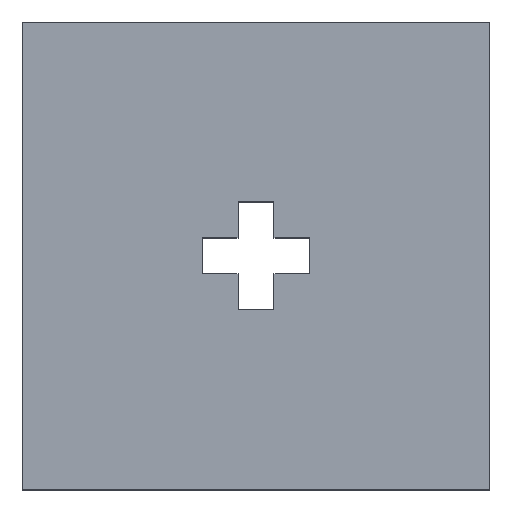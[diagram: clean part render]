
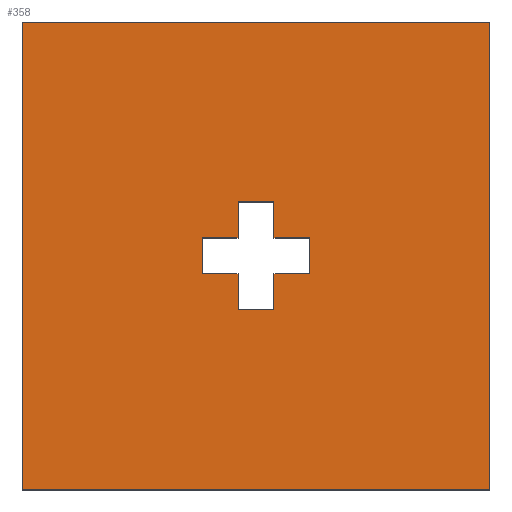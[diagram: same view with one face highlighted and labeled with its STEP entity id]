
A CAD part, top view. The second image highlights one B-rep face of the part: STEP entity #358.
In plain terms, the highlighted planar face has unit normal (0, 0, 1).
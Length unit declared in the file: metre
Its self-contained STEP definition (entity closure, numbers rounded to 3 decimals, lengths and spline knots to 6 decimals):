
#76=ORIENTED_EDGE('',*,*,#144,.F.);
#77=ORIENTED_EDGE('',*,*,#148,.T.);
#78=ORIENTED_EDGE('',*,*,#151,.T.);
#79=ORIENTED_EDGE('',*,*,#153,.F.);
#80=ORIENTED_EDGE('',*,*,#110,.T.);
#81=ORIENTED_EDGE('',*,*,#114,.T.);
#82=ORIENTED_EDGE('',*,*,#117,.T.);
#83=ORIENTED_EDGE('',*,*,#120,.T.);
#84=ORIENTED_EDGE('',*,*,#123,.T.);
#85=ORIENTED_EDGE('',*,*,#126,.T.);
#86=ORIENTED_EDGE('',*,*,#129,.T.);
#87=ORIENTED_EDGE('',*,*,#132,.T.);
#88=ORIENTED_EDGE('',*,*,#135,.T.);
#89=ORIENTED_EDGE('',*,*,#138,.T.);
#90=ORIENTED_EDGE('',*,*,#141,.T.);
#91=ORIENTED_EDGE('',*,*,#155,.T.);
#110=EDGE_CURVE('',#159,#158,#190,.T.);
#114=EDGE_CURVE('',#158,#161,#194,.T.);
#117=EDGE_CURVE('',#161,#163,#197,.T.);
#120=EDGE_CURVE('',#163,#165,#200,.T.);
#123=EDGE_CURVE('',#165,#167,#203,.T.);
#126=EDGE_CURVE('',#167,#169,#206,.T.);
#129=EDGE_CURVE('',#169,#171,#209,.T.);
#132=EDGE_CURVE('',#171,#173,#212,.T.);
#135=EDGE_CURVE('',#173,#175,#215,.T.);
#138=EDGE_CURVE('',#175,#177,#218,.T.);
#141=EDGE_CURVE('',#177,#179,#221,.T.);
#144=EDGE_CURVE('',#182,#183,#224,.T.);
#148=EDGE_CURVE('',#182,#185,#228,.T.);
#151=EDGE_CURVE('',#185,#187,#231,.T.);
#153=EDGE_CURVE('',#183,#187,#233,.T.);
#155=EDGE_CURVE('',#179,#159,#235,.T.);
#158=VERTEX_POINT('',#483);
#159=VERTEX_POINT('',#485);
#161=VERTEX_POINT('',#491);
#163=VERTEX_POINT('',#497);
#165=VERTEX_POINT('',#503);
#167=VERTEX_POINT('',#509);
#169=VERTEX_POINT('',#515);
#171=VERTEX_POINT('',#521);
#173=VERTEX_POINT('',#527);
#175=VERTEX_POINT('',#533);
#177=VERTEX_POINT('',#539);
#179=VERTEX_POINT('',#545);
#182=VERTEX_POINT('',#552);
#183=VERTEX_POINT('',#554);
#185=VERTEX_POINT('',#560);
#187=VERTEX_POINT('',#566);
#190=LINE('',#484,#238);
#194=LINE('',#492,#242);
#197=LINE('',#498,#245);
#200=LINE('',#504,#248);
#203=LINE('',#510,#251);
#206=LINE('',#516,#254);
#209=LINE('',#522,#257);
#212=LINE('',#528,#260);
#215=LINE('',#534,#263);
#218=LINE('',#540,#266);
#221=LINE('',#546,#269);
#224=LINE('',#553,#272);
#228=LINE('',#561,#276);
#231=LINE('',#567,#279);
#233=LINE('',#570,#281);
#235=LINE('',#573,#283);
#238=VECTOR('',#397,1.);
#242=VECTOR('',#403,1.);
#245=VECTOR('',#408,1.);
#248=VECTOR('',#413,1.);
#251=VECTOR('',#418,1.);
#254=VECTOR('',#423,1.);
#257=VECTOR('',#428,1.);
#260=VECTOR('',#433,1.);
#263=VECTOR('',#438,1.);
#266=VECTOR('',#443,1.);
#269=VECTOR('',#448,1.);
#272=VECTOR('',#453,1.);
#276=VECTOR('',#459,1.);
#279=VECTOR('',#464,1.);
#281=VECTOR('',#468,1.);
#283=VECTOR('',#472,1.);
#300=EDGE_LOOP('',(#76,#77,#78,#79));
#301=EDGE_LOOP('',(#80,#81,#82,#83,#84,#85,#86,#87,#88,#89,#90,#91));
#320=FACE_BOUND('',#300,.T.);
#321=FACE_BOUND('',#301,.T.);
#340=PLANE('',#389);
#358=ADVANCED_FACE('',(#320,#321),#340,.T.);
#389=AXIS2_PLACEMENT_3D('',#574,#473,#474);
#397=DIRECTION('',(1.,0.,0.));
#403=DIRECTION('',(0.,1.,0.));
#408=DIRECTION('',(1.,0.,0.));
#413=DIRECTION('',(0.,-1.,0.));
#418=DIRECTION('',(1.,0.,0.));
#423=DIRECTION('',(0.,-1.,0.));
#428=DIRECTION('',(-1.,0.,0.));
#433=DIRECTION('',(0.,-1.,0.));
#438=DIRECTION('',(-1.,0.,0.));
#443=DIRECTION('',(0.,1.,0.));
#448=DIRECTION('',(-1.,0.,0.));
#453=DIRECTION('',(0.,1.,0.));
#459=DIRECTION('',(1.,0.,0.));
#464=DIRECTION('',(0.,1.,0.));
#468=DIRECTION('',(1.,0.,0.));
#472=DIRECTION('',(0.,1.,0.));
#473=DIRECTION('',(0.,0.,1.));
#474=DIRECTION('',(1.,0.,0.));
#483=CARTESIAN_POINT('',(-0.00025,0.00025,0.0042));
#484=CARTESIAN_POINT('',(-0.0005,0.00025,0.0042));
#485=CARTESIAN_POINT('',(-0.00075,0.00025,0.0042));
#491=CARTESIAN_POINT('',(-0.00025,0.00075,0.0042));
#492=CARTESIAN_POINT('',(-0.00025,0.0005,0.0042));
#497=CARTESIAN_POINT('',(0.00025,0.00075,0.0042));
#498=CARTESIAN_POINT('',(0.,0.00075,0.0042));
#503=CARTESIAN_POINT('',(0.00025,0.00025,0.0042));
#504=CARTESIAN_POINT('',(0.00025,0.0005,0.0042));
#509=CARTESIAN_POINT('',(0.00075,0.00025,0.0042));
#510=CARTESIAN_POINT('',(0.0005,0.00025,0.0042));
#515=CARTESIAN_POINT('',(0.00075,-0.00025,0.0042));
#516=CARTESIAN_POINT('',(0.00075,0.,0.0042));
#521=CARTESIAN_POINT('',(0.00025,-0.00025,0.0042));
#522=CARTESIAN_POINT('',(0.0005,-0.00025,0.0042));
#527=CARTESIAN_POINT('',(0.00025,-0.00075,0.0042));
#528=CARTESIAN_POINT('',(0.00025,-0.0005,0.0042));
#533=CARTESIAN_POINT('',(-0.00025,-0.00075,0.0042));
#534=CARTESIAN_POINT('',(0.,-0.00075,0.0042));
#539=CARTESIAN_POINT('',(-0.00025,-0.00025,0.0042));
#540=CARTESIAN_POINT('',(-0.00025,-0.0005,0.0042));
#545=CARTESIAN_POINT('',(-0.00075,-0.00025,0.0042));
#546=CARTESIAN_POINT('',(-0.0005,-0.00025,0.0042));
#552=CARTESIAN_POINT('',(-0.00325,-0.00325,0.0042));
#553=CARTESIAN_POINT('',(-0.00325,0.,0.0042));
#554=CARTESIAN_POINT('',(-0.00325,0.00325,0.0042));
#560=CARTESIAN_POINT('',(0.00325,-0.00325,0.0042));
#561=CARTESIAN_POINT('',(0.,-0.00325,0.0042));
#566=CARTESIAN_POINT('',(0.00325,0.00325,0.0042));
#567=CARTESIAN_POINT('',(0.00325,0.,0.0042));
#570=CARTESIAN_POINT('',(0.,0.00325,0.0042));
#573=CARTESIAN_POINT('',(-0.00075,0.,0.0042));
#574=CARTESIAN_POINT('',(0.,0.,0.0042));
